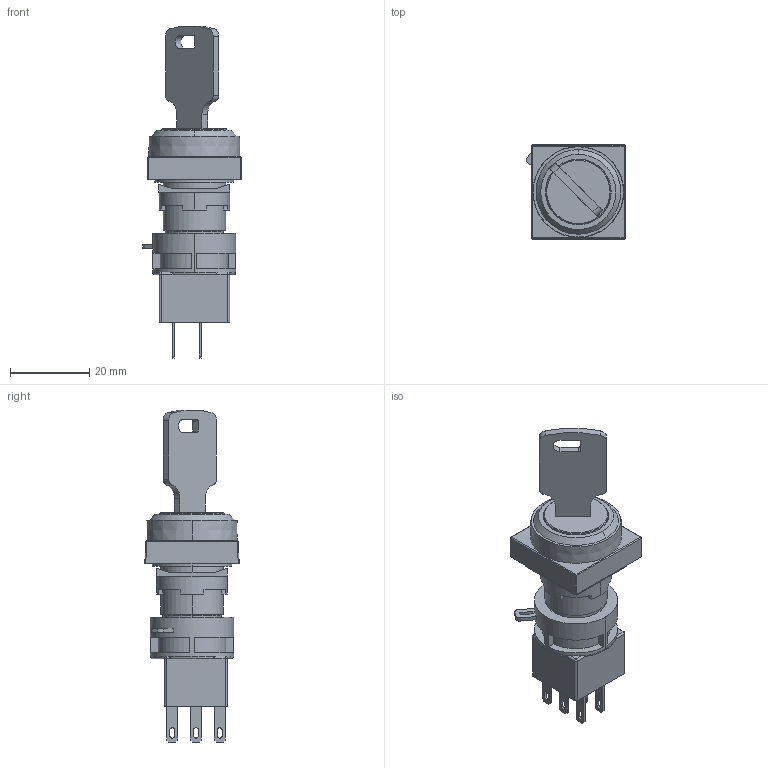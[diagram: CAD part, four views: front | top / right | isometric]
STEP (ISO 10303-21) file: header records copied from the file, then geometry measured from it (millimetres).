
FILE_DESCRIPTION (( 'STEP AP214' ), '1' );
FILE_NAME ('51_HA3K-[2][3]$Cx$.STEP', '2020-10-28T02:17:08', ( 'IDEC' ), ( 'IDEC' ), 'SwSTEP 2.0', 'SolidWorks 2019', '' );
FILE_SCHEMA (( 'AUTOMOTIVE_DESIGN' ));
Length unit declared in the file: millimetre
Products named in the file (4): HA3K-BODY; 51_HA3K-[2][3]$Cx$; HA-C2; 16-NUT-SET
Assembly tree (3 placements, depth 2):
  51_HA3K-[2][3]$Cx$
    HA3K-BODY
    HA-C2
    16-NUT-SET
Bounding box: 24.99 x 23.8 x 83.91 mm (x, y, z)
Volume: 16384.2 mm3; surface area: 8208.9 mm2
Topology: 3 solids, 3 shells, 245 faces, 631 edges, 408 vertices
Faces by surface type: plane 166, cylinder 59, cone 12, bspline 8
Entity records: 8411 total; most frequent: CARTESIAN_POINT 1814, ORIENTED_EDGE 1254, DIRECTION 1235, EDGE_CURVE 627, LINE 433, VECTOR 433, VERTEX_POINT 408, AXIS2_PLACEMENT_3D 401
